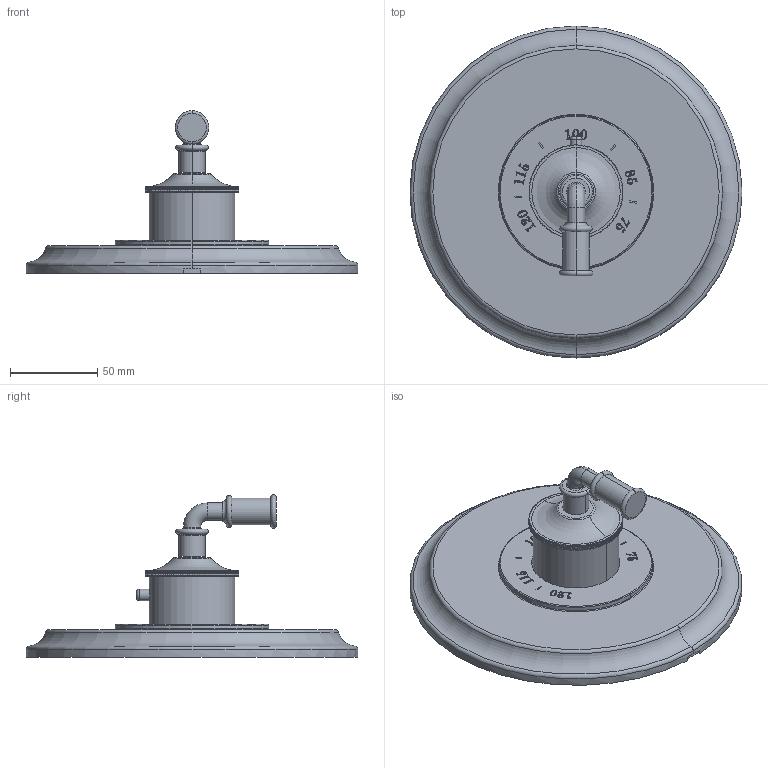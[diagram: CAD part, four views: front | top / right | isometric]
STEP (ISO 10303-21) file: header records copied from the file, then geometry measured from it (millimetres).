
FILE_DESCRIPTION((''),'2;1');
FILE_NAME('3-2944TR','2022-05-27T11:56:53',('rsmith'),(''),'CREO PARAMETRIC BY PTC INC, 2019352','CREO PARAMETRIC BY PTC INC, 2019352','');
FILE_SCHEMA(('CONFIG_CONTROL_DESIGN'));
Length unit declared in the file: inch
Products named in the file (1): 3-2944TR
Bounding box: 190.5 x 190.5 x 93.38 mm (x, y, z)
Volume: 499134.5 mm3; surface area: 74782.8 mm2
Topology: 1 solids, 1 shells, 1105 faces, 3090 edges, 2047 vertices
Faces by surface type: extrusion 490, plane 429, cylinder 150, torus 30, cone 4, sphere 2
Entity records: 40772 total; most frequent: CARTESIAN_POINT 13916, ORIENTED_EDGE 6176, DIRECTION 4177, EDGE_CURVE 3088, VECTOR 2219, VERTEX_POINT 2047, LINE 1729, B_SPLINE_CURVE_WITH_KNOTS 1485
